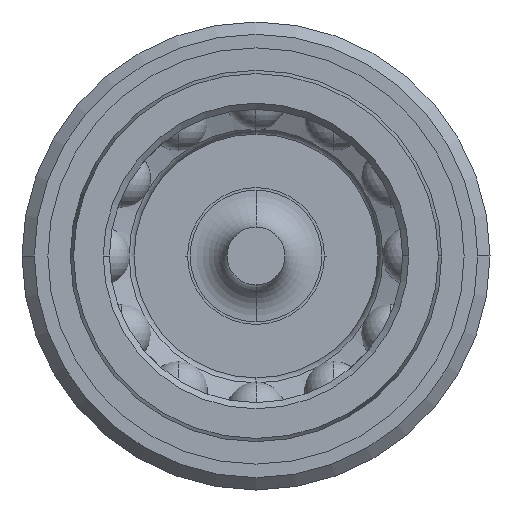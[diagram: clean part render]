
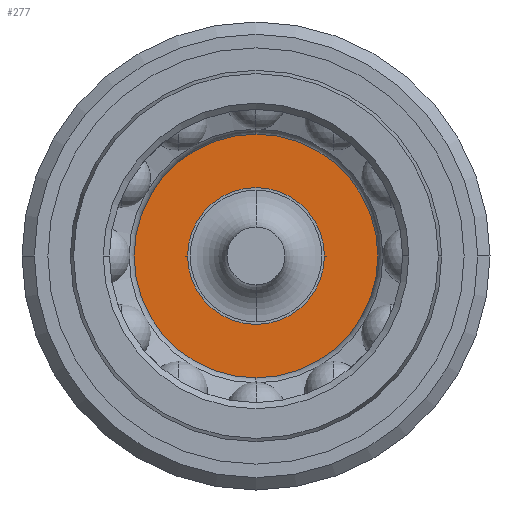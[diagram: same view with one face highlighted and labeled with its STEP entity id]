
A CAD part, left-side view. The second image highlights one B-rep face of the part: STEP entity #277.
In plain terms, the highlighted planar face has unit normal (-1, 0, 0).
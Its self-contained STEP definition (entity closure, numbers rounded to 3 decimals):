
#277 = ADVANCED_FACE( '', ( #639, #640 ), #641, .F. );
#639 = FACE_OUTER_BOUND( '', #1057, .T. );
#640 = FACE_BOUND( '', #1058, .T. );
#641 = PLANE( '', #1059 );
#1057 = EDGE_LOOP( '', ( #2343, #2344 ) );
#1058 = EDGE_LOOP( '', ( #2345, #2346 ) );
#1059 = AXIS2_PLACEMENT_3D( '', #2347, #2348, #2349 );
#2343 = ORIENTED_EDGE( '', *, *, #2978, .T. );
#2344 = ORIENTED_EDGE( '', *, *, #3043, .T. );
#2345 = ORIENTED_EDGE( '', *, *, #2980, .F. );
#2346 = ORIENTED_EDGE( '', *, *, #3042, .F. );
#2347 = CARTESIAN_POINT( '', ( -17.9, 7.928, 0. ) );
#2348 = DIRECTION( '', ( 1., 0., 0. ) );
#2349 = DIRECTION( '', ( 0., -1., 0. ) );
#2978 = EDGE_CURVE( '', #3677, #3681, #3683, .T. );
#2980 = EDGE_CURVE( '', #3684, #3687, #3688, .T. );
#3042 = EDGE_CURVE( '', #3687, #3684, #3789, .T. );
#3043 = EDGE_CURVE( '', #3681, #3677, #3790, .T. );
#3677 = VERTEX_POINT( '', #5277 );
#3681 = VERTEX_POINT( '', #5282 );
#3683 = CIRCLE( '', #5285, 10.3 );
#3684 = VERTEX_POINT( '', #5286 );
#3687 = VERTEX_POINT( '', #5290 );
#3688 = CIRCLE( '', #5291, 5.555 );
#3789 = CIRCLE( '', #5721, 5.555 );
#3790 = CIRCLE( '', #5722, 10.3 );
#5277 = CARTESIAN_POINT( '', ( -17.9, 10.3, 0. ) );
#5282 = CARTESIAN_POINT( '', ( -17.9, -10.3, 0. ) );
#5285 = AXIS2_PLACEMENT_3D( '', #6388, #6389, #6390 );
#5286 = CARTESIAN_POINT( '', ( -17.9, 5.555, 0. ) );
#5290 = CARTESIAN_POINT( '', ( -17.9, -5.555, 0. ) );
#5291 = AXIS2_PLACEMENT_3D( '', #6392, #6393, #6394 );
#5721 = AXIS2_PLACEMENT_3D( '', #6510, #6511, #6512 );
#5722 = AXIS2_PLACEMENT_3D( '', #6513, #6514, #6515 );
#6388 = CARTESIAN_POINT( '', ( -17.9, 0., 0. ) );
#6389 = DIRECTION( '', ( -1., 0., 0. ) );
#6390 = DIRECTION( '', ( 0., 1., 0. ) );
#6392 = CARTESIAN_POINT( '', ( -17.9, 0., 0. ) );
#6393 = DIRECTION( '', ( -1., 0., 0. ) );
#6394 = DIRECTION( '', ( 0., 1., 0. ) );
#6510 = CARTESIAN_POINT( '', ( -17.9, 0., 0. ) );
#6511 = DIRECTION( '', ( -1., 0., 0. ) );
#6512 = DIRECTION( '', ( 0., 1., 0. ) );
#6513 = CARTESIAN_POINT( '', ( -17.9, 0., 0. ) );
#6514 = DIRECTION( '', ( -1., 0., 0. ) );
#6515 = DIRECTION( '', ( 0., 1., 0. ) );
